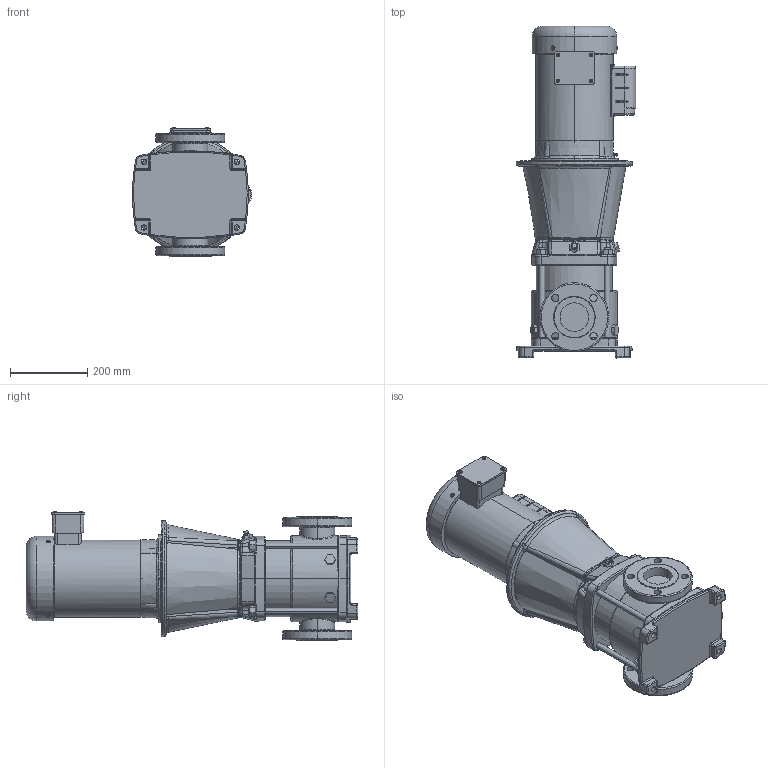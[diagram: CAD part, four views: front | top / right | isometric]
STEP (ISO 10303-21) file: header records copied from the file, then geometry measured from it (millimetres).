
FILE_DESCRIPTION (( 'STEP AP203' ), '1' );
FILE_NAME ('3303777 - MVI-160-1_1-3 HP-182TC-304-E-115_230V~1 .step', '2022-03-30T15:10:40', ( '' ), ( '' ), 'SwSTEP 2.0', 'SolidWorks 2021', '' );
FILE_SCHEMA (( 'CONFIG_CONTROL_DESIGN' ));
Length unit declared in the file: inch
Products named in the file (5): MVI PEO - [304-EPDM]_3304090 - MVI-160-1_1-3 HP-182TC-304-E-S; 3310885 - NEMA V2 3HP 182TC 115_230V~1 TEFC; 3303777 - MVI-160-1_1-3 HP-182TC-304-E-115_230V~1 ; ~1 MOTOR_3310885 - NEMA V2 3HP 182TC 115_230V~1 TEFC; sbi_n_32-1-1_flange(NEMA)
Assembly tree (4 placements, depth 3):
  3303777 - MVI-160-1_1-3 HP-182TC-304-E-115_230V~1 
    MVI PEO - [304-EPDM]_3304090 - MVI-160-1_1-3 HP-182TC-304-E-S
      sbi_n_32-1-1_flange(NEMA)
    ~1 MOTOR_3310885 - NEMA V2 3HP 182TC 115_230V~1 TEFC
      3310885 - NEMA V2 3HP 182TC 115_230V~1 TEFC
Bounding box: 308.28 x 857.09 x 333.71 mm (x, y, z)
Volume: 34058789.5 mm3; surface area: 1240045.3 mm2
Topology: 4 solids, 17 shells, 2353 faces, 5988 edges, 3842 vertices
Faces by surface type: plane 991, cylinder 851, bspline 287, cone 116, sphere 91, torus 17
Entity records: 93912 total; most frequent: CARTESIAN_POINT 37924, ORIENTED_EDGE 11904, DIRECTION 11316, EDGE_CURVE 5952, AXIS2_PLACEMENT_3D 4295, VERTEX_POINT 3840, VECTOR 2726, LINE 2726
